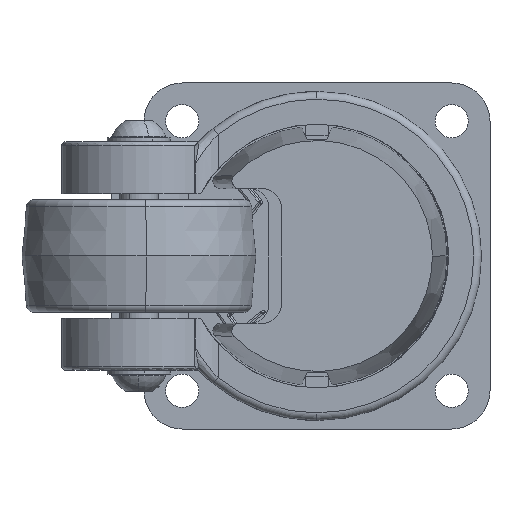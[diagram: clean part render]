
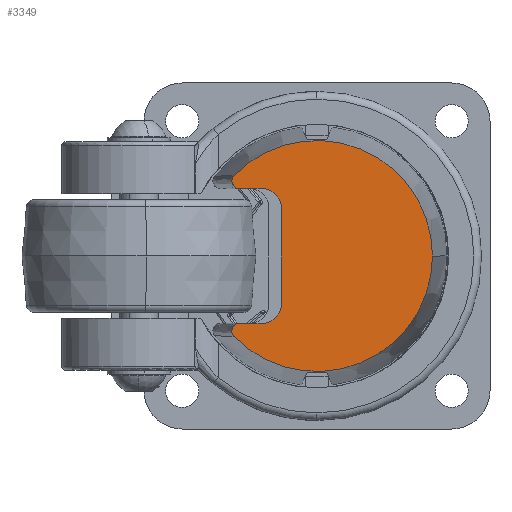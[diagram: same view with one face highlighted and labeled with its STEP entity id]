
A CAD part, front view. The second image highlights one B-rep face of the part: STEP entity #3349.
In plain terms, the highlighted planar face has unit normal (0, -1, 0).
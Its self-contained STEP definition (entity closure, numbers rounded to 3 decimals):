
#315 = AXIS2_PLACEMENT_3D ( 'NONE', #2216, #17232, #16978 ) ;
#1157 = CARTESIAN_POINT ( 'NONE',  ( -17.528, 0., -20.473 ) ) ;
#1346 = CIRCLE ( 'NONE', #5840, 30. ) ;
#1372 = CARTESIAN_POINT ( 'NONE',  ( 20.053, 0., -22.029 ) ) ;
#1510 = CARTESIAN_POINT ( 'NONE',  ( 17.935, 0., -21.353 ) ) ;
#1658 = VERTEX_POINT ( 'NONE', #16817 ) ;
#1773 = VECTOR ( 'NONE', #22299, 1000. ) ;
#1934 = CARTESIAN_POINT ( 'NONE',  ( 20.746, 0., -21.672 ) ) ;
#2174 = CARTESIAN_POINT ( 'NONE',  ( -20.24, 0., -21.965 ) ) ;
#2216 = CARTESIAN_POINT ( 'NONE',  ( 12.5, 0., -14.25 ) ) ;
#3349 = ADVANCED_FACE ( '�����1', ( #3600 ), #20455, .F. ) ;
#3454 = DIRECTION ( 'NONE',  ( 0., 0., 1. ) ) ;
#3540 = EDGE_CURVE ( 'NONE', #25247, #13130, #27513, .T. ) ;
#3600 = FACE_OUTER_BOUND ( 'NONE', #17641, .T. ) ;
#3623 = CARTESIAN_POINT ( 'NONE',  ( 20.587, 0., -21.785 ) ) ;
#4038 = CARTESIAN_POINT ( 'NONE',  ( 17.5, 0., -20.083 ) ) ;
#4125 = EDGE_CURVE ( 'NONE', #16250, #13130, #24133, .T. ) ;
#4268 = CARTESIAN_POINT ( 'NONE',  ( -18.535, 0., -21.858 ) ) ;
#4541 = CARTESIAN_POINT ( 'NONE',  ( -20.588, 0., -21.785 ) ) ;
#4751 = ORIENTED_EDGE ( 'NONE', *, *, #6619, .F. ) ;
#5254 = AXIS2_PLACEMENT_3D ( 'NONE', #13706, #16242, #3454 ) ;
#5270 = ORIENTED_EDGE ( 'NONE', *, *, #27483, .T. ) ;
#5518 = CARTESIAN_POINT ( 'NONE',  ( -17.936, 0., -21.354 ) ) ;
#5725 = CARTESIAN_POINT ( 'NONE',  ( 19.668, 0., -22.1 ) ) ;
#5840 = AXIS2_PLACEMENT_3D ( 'NONE', #9692, #15744, #24919 ) ;
#6375 = CARTESIAN_POINT ( 'NONE',  ( -19.67, 0., -22.1 ) ) ;
#6415 = EDGE_CURVE ( '������1', #10084, #1658, #8752, .T. ) ;
#6619 = EDGE_CURVE ( 'NONE', #16250, #25977, #27209, .T. ) ;
#6812 = LINE ( 'NONE', #11303, #1773 ) ;
#8365 = CARTESIAN_POINT ( 'NONE',  ( 18.891, 0., -22.012 ) ) ;
#8391 = CARTESIAN_POINT ( 'NONE',  ( 0., 0., 0. ) ) ;
#8448 = ORIENTED_EDGE ( 'NONE', *, *, #16234, .T. ) ;
#8607 = B_SPLINE_CURVE_WITH_KNOTS ( 'NONE', 3,
 ( #4038, #25175, #22896, #14573, #18803, #1510, #12039, #16543, #10362, #8365, #27258, #12607, #5725, #1372, #27534, #3623, #1934, #10222 ),
 .UNSPECIFIED., .F., .F.,
 ( 4, 2, 2, 2, 2, 2, 2, 2, 4 ),
 ( 0., 0.001, 0.001, 0.002, 0.002, 0.003, 0.003, 0.004, 0.005 ),
 .UNSPECIFIED. ) ;
#8752 = CIRCLE ( 'NONE', #24527, 30. ) ;
#9288 = AXIS2_PLACEMENT_3D ( 'NONE', #16308, #24936, #19978 ) ;
#9692 = CARTESIAN_POINT ( 'NONE',  ( 0., 0., 0. ) ) ;
#10038 = CARTESIAN_POINT ( 'NONE',  ( 12.5, 0., -9.25 ) ) ;
#10084 = VERTEX_POINT ( 'NONE', #20843 ) ;
#10222 = CARTESIAN_POINT ( 'NONE',  ( 20.887, 0., -21.534 ) ) ;
#10362 = CARTESIAN_POINT ( 'NONE',  ( 18.534, 0., -21.858 ) ) ;
#10741 = CARTESIAN_POINT ( 'NONE',  ( -20.053, 0., -22.029 ) ) ;
#10987 = CARTESIAN_POINT ( 'NONE',  ( -19.471, 0., -22.107 ) ) ;
#11280 = CARTESIAN_POINT ( 'NONE',  ( -17.723, 0., -21.027 ) ) ;
#11302 = EDGE_CURVE ( 'NONE', #25247, #25265, #25505, .T. ) ;
#11303 = CARTESIAN_POINT ( 'NONE',  ( 17.5, 0., -24.367 ) ) ;
#11710 = ORIENTED_EDGE ( 'NONE', *, *, #3540, .F. ) ;
#12039 = CARTESIAN_POINT ( 'NONE',  ( 18.067, 0., -21.502 ) ) ;
#12599 = CARTESIAN_POINT ( 'NONE',  ( -17.5, 0., -20.083 ) ) ;
#12607 = CARTESIAN_POINT ( 'NONE',  ( 19.471, 0., -22.107 ) ) ;
#12841 = CARTESIAN_POINT ( 'NONE',  ( -18.365, 0., -21.753 ) ) ;
#13130 = VERTEX_POINT ( 'NONE', #25394 ) ;
#13706 = CARTESIAN_POINT ( 'NONE',  ( 0., 0., 0. ) ) ;
#14573 = CARTESIAN_POINT ( 'NONE',  ( 17.64, 0., -20.848 ) ) ;
#14960 = CARTESIAN_POINT ( 'NONE',  ( -19.085, 0., -22.063 ) ) ;
#15007 = VERTEX_POINT ( 'NONE', #25917 ) ;
#15070 = VECTOR ( 'NONE', #16642, 1000. ) ;
#15704 = B_SPLINE_CURVE_WITH_KNOTS ( 'NONE', 3,
 ( #17070, #25960, #4541, #2174, #10741, #6375, #10987, #14960, #23568, #4268, #12841, #19323, #5518, #11280, #18166, #1157, #15916, #22136 ),
 .UNSPECIFIED., .F., .F.,
 ( 4, 2, 2, 2, 2, 2, 2, 2, 4 ),
 ( 0., 0.001, 0.001, 0.002, 0.002, 0.003, 0.003, 0.004, 0.005 ),
 .UNSPECIFIED. ) ;
#15744 = DIRECTION ( 'NONE',  ( 0., 1., 0. ) ) ;
#15916 = CARTESIAN_POINT ( 'NONE',  ( -17.5, 0., -20.28 ) ) ;
#16234 = EDGE_CURVE ( 'NONE', #10084, #25977, #15704, .T. ) ;
#16242 = DIRECTION ( 'NONE',  ( 0., 1., 0. ) ) ;
#16250 = VERTEX_POINT ( 'NONE', #24541 ) ;
#16308 = CARTESIAN_POINT ( 'NONE',  ( -12.5, 0., -14.25 ) ) ;
#16354 = CARTESIAN_POINT ( 'NONE',  ( 17.5, 0., -14.25 ) ) ;
#16543 = CARTESIAN_POINT ( 'NONE',  ( 18.364, 0., -21.753 ) ) ;
#16642 = DIRECTION ( 'NONE',  ( 0., 0., -1. ) ) ;
#16817 = CARTESIAN_POINT ( 'NONE',  ( 0., 0., 30. ) ) ;
#16978 = DIRECTION ( 'NONE',  ( 0., 0., 1. ) ) ;
#17070 = CARTESIAN_POINT ( 'NONE',  ( -20.887, 0., -21.534 ) ) ;
#17232 = DIRECTION ( 'NONE',  ( 0., 1., 0. ) ) ;
#17641 = EDGE_LOOP ( 'NONE', ( #27407, #5270, #21738, #20303, #8448, #4751, #27359, #11710, #21700 ) ) ;
#18166 = CARTESIAN_POINT ( 'NONE',  ( -17.64, 0., -20.849 ) ) ;
#18803 = CARTESIAN_POINT ( 'NONE',  ( 17.722, 0., -21.027 ) ) ;
#19323 = CARTESIAN_POINT ( 'NONE',  ( -18.068, 0., -21.502 ) ) ;
#19978 = DIRECTION ( 'NONE',  ( 0., 0., 1. ) ) ;
#20082 = VERTEX_POINT ( 'NONE', #21630 ) ;
#20303 = ORIENTED_EDGE ( 'NONE', *, *, #6415, .F. ) ;
#20455 = PLANE ( 'NONE',  #5254 ) ;
#20843 = CARTESIAN_POINT ( 'NONE',  ( -20.887, 0., -21.534 ) ) ;
#20889 = CARTESIAN_POINT ( 'NONE',  ( -17.5, 0., -9.25 ) ) ;
#21630 = CARTESIAN_POINT ( 'NONE',  ( 20.887, 0., -21.534 ) ) ;
#21700 = ORIENTED_EDGE ( 'NONE', *, *, #11302, .T. ) ;
#21738 = ORIENTED_EDGE ( 'NONE', *, *, #26975, .F. ) ;
#22136 = CARTESIAN_POINT ( 'NONE',  ( -17.5, 0., -20.083 ) ) ;
#22299 = DIRECTION ( 'NONE',  ( 0., 0., 1. ) ) ;
#22847 = CARTESIAN_POINT ( 'NONE',  ( -17.5, 0., -24.367 ) ) ;
#22896 = CARTESIAN_POINT ( 'NONE',  ( 17.528, 0., -20.472 ) ) ;
#23251 = VECTOR ( 'NONE', #25411, 1000. ) ;
#23486 = DIRECTION ( 'NONE',  ( 0., 1., 0. ) ) ;
#23568 = CARTESIAN_POINT ( 'NONE',  ( -18.892, 0., -22.012 ) ) ;
#24133 = CIRCLE ( 'NONE', #9288, 5. ) ;
#24527 = AXIS2_PLACEMENT_3D ( 'NONE', #8391, #23486, #25743 ) ;
#24541 = CARTESIAN_POINT ( 'NONE',  ( -17.5, 0., -14.25 ) ) ;
#24919 = DIRECTION ( 'NONE',  ( 0., 0., 1. ) ) ;
#24936 = DIRECTION ( 'NONE',  ( 0., 1., 0. ) ) ;
#25175 = CARTESIAN_POINT ( 'NONE',  ( 17.5, 0., -20.28 ) ) ;
#25247 = VERTEX_POINT ( 'NONE', #10038 ) ;
#25265 = VERTEX_POINT ( 'NONE', #16354 ) ;
#25394 = CARTESIAN_POINT ( 'NONE',  ( -12.5, 0., -9.25 ) ) ;
#25411 = DIRECTION ( 'NONE',  ( -1., 0., 0. ) ) ;
#25505 = CIRCLE ( 'NONE', #315, 5. ) ;
#25743 = DIRECTION ( 'NONE',  ( 0., 0., 1. ) ) ;
#25917 = CARTESIAN_POINT ( 'NONE',  ( 17.5, 0., -20.083 ) ) ;
#25960 = CARTESIAN_POINT ( 'NONE',  ( -20.746, 0., -21.672 ) ) ;
#25977 = VERTEX_POINT ( 'NONE', #12599 ) ;
#26091 = EDGE_CURVE ( 'NONE', #15007, #25265, #6812, .T. ) ;
#26975 = EDGE_CURVE ( '������1', #1658, #20082, #1346, .T. ) ;
#27209 = LINE ( 'NONE', #22847, #15070 ) ;
#27258 = CARTESIAN_POINT ( 'NONE',  ( 19.084, 0., -22.063 ) ) ;
#27359 = ORIENTED_EDGE ( 'NONE', *, *, #4125, .T. ) ;
#27407 = ORIENTED_EDGE ( 'NONE', *, *, #26091, .F. ) ;
#27483 = EDGE_CURVE ( 'NONE', #15007, #20082, #8607, .T. ) ;
#27513 = LINE ( 'NONE', #20889, #23251 ) ;
#27534 = CARTESIAN_POINT ( 'NONE',  ( 20.238, 0., -21.966 ) ) ;
